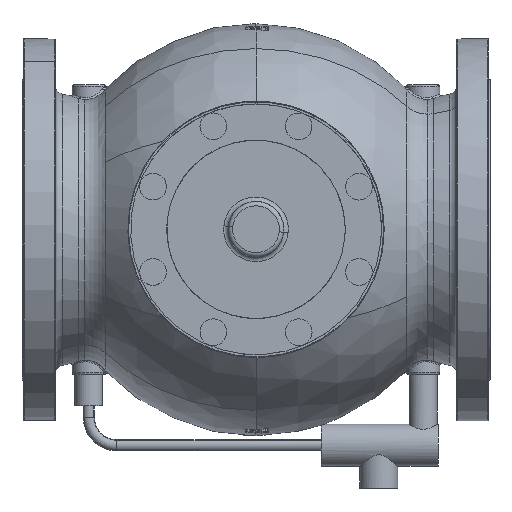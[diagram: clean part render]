
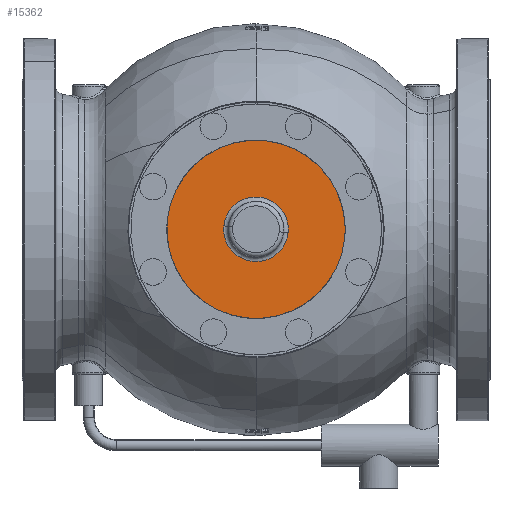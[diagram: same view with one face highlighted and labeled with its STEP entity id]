
A CAD part, top view. The second image highlights one B-rep face of the part: STEP entity #15362.
In plain terms, the highlighted planar face has unit normal (0, 0, 1).
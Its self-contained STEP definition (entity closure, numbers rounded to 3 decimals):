
#14601=CARTESIAN_POINT('Vertex',(79.54,-8.568,202.5)) ;
#14608=CARTESIAN_POINT('Vertex',(-79.54,8.568,202.5)) ;
#14612=CARTESIAN_POINT('Control Point',(-79.54,8.568,202.5)) ;
#14613=CARTESIAN_POINT('Control Point',(-78.194,21.062,202.5)) ;
#14614=CARTESIAN_POINT('Control Point',(-74.395,33.292,202.5)) ;
#14615=CARTESIAN_POINT('Control Point',(-68.21,44.614,202.5)) ;
#14616=CARTESIAN_POINT('Control Point',(-51.733,64.223,202.5)) ;
#14617=CARTESIAN_POINT('Control Point',(-29.065,76.146,202.5)) ;
#14618=CARTESIAN_POINT('Control Point',(-16.685,79.778,202.5)) ;
#14619=CARTESIAN_POINT('Control Point',(8.832,81.993,202.5)) ;
#14620=CARTESIAN_POINT('Control Point',(33.292,74.395,202.5)) ;
#14621=CARTESIAN_POINT('Control Point',(44.614,68.21,202.5)) ;
#14622=CARTESIAN_POINT('Control Point',(64.223,51.733,202.5)) ;
#14623=CARTESIAN_POINT('Control Point',(76.146,29.065,202.5)) ;
#14624=CARTESIAN_POINT('Control Point',(79.778,16.685,202.5)) ;
#14625=CARTESIAN_POINT('Control Point',(80.886,3.926,202.5)) ;
#14626=CARTESIAN_POINT('Control Point',(79.54,-8.568,202.5)) ;
#14635=CARTESIAN_POINT('Axis2P3D Location',(0.,0.,202.5)) ;
#15293=CARTESIAN_POINT('Axis2P3D Location',(-26.793,-11.098,202.5)) ;
#15303=CARTESIAN_POINT('Control Point',(28.833,-3.106,202.5)) ;
#15304=CARTESIAN_POINT('Control Point',(28.551,-5.729,202.5)) ;
#15305=CARTESIAN_POINT('Control Point',(27.97,-8.319,202.5)) ;
#15306=CARTESIAN_POINT('Control Point',(27.095,-10.833,202.5)) ;
#15307=CARTESIAN_POINT('Control Point',(24.791,-15.617,202.5)) ;
#15308=CARTESIAN_POINT('Control Point',(21.471,-19.761,202.5)) ;
#15309=CARTESIAN_POINT('Control Point',(19.581,-21.636,202.5)) ;
#15310=CARTESIAN_POINT('Control Point',(15.409,-24.921,202.5)) ;
#15311=CARTESIAN_POINT('Control Point',(10.606,-27.185,202.5)) ;
#15312=CARTESIAN_POINT('Control Point',(8.085,-28.039,202.5)) ;
#15313=CARTESIAN_POINT('Control Point',(2.894,-29.157,202.5)) ;
#15314=CARTESIAN_POINT('Control Point',(-2.415,-29.081,202.5)) ;
#15315=CARTESIAN_POINT('Control Point',(-5.055,-28.74,202.5)) ;
#15316=CARTESIAN_POINT('Control Point',(-10.21,-27.464,202.5)) ;
#15317=CARTESIAN_POINT('Control Point',(-14.946,-25.063,202.5)) ;
#15318=CARTESIAN_POINT('Control Point',(-17.168,-23.597,202.5)) ;
#15319=CARTESIAN_POINT('Control Point',(-21.237,-20.186,202.5)) ;
#15320=CARTESIAN_POINT('Control Point',(-24.437,-15.949,202.5)) ;
#15321=CARTESIAN_POINT('Control Point',(-25.789,-13.655,202.5)) ;
#15322=CARTESIAN_POINT('Control Point',(-27.846,-9.029,202.5)) ;
#15323=CARTESIAN_POINT('Control Point',(-28.862,-4.076,202.5)) ;
#15324=CARTESIAN_POINT('Control Point',(-29.1,-1.678,202.5)) ;
#15325=CARTESIAN_POINT('Control Point',(-29.089,0.727,202.5)) ;
#15326=CARTESIAN_POINT('Control Point',(-28.833,3.106,202.5)) ;
#15327=CARTESIAN_POINT('Vertex',(28.833,-3.106,202.5)) ;
#15329=CARTESIAN_POINT('Vertex',(-28.833,3.106,202.5)) ;
#15333=CARTESIAN_POINT('Control Point',(-28.833,3.106,202.5)) ;
#15334=CARTESIAN_POINT('Control Point',(-28.551,5.729,202.5)) ;
#15335=CARTESIAN_POINT('Control Point',(-27.97,8.319,202.5)) ;
#15336=CARTESIAN_POINT('Control Point',(-27.095,10.833,202.5)) ;
#15337=CARTESIAN_POINT('Control Point',(-24.791,15.617,202.5)) ;
#15338=CARTESIAN_POINT('Control Point',(-21.471,19.761,202.5)) ;
#15339=CARTESIAN_POINT('Control Point',(-19.581,21.636,202.5)) ;
#15340=CARTESIAN_POINT('Control Point',(-15.409,24.921,202.5)) ;
#15341=CARTESIAN_POINT('Control Point',(-10.606,27.185,202.5)) ;
#15342=CARTESIAN_POINT('Control Point',(-8.085,28.039,202.5)) ;
#15343=CARTESIAN_POINT('Control Point',(-2.894,29.157,202.5)) ;
#15344=CARTESIAN_POINT('Control Point',(2.415,29.081,202.5)) ;
#15345=CARTESIAN_POINT('Control Point',(5.055,28.74,202.5)) ;
#15346=CARTESIAN_POINT('Control Point',(10.21,27.464,202.5)) ;
#15347=CARTESIAN_POINT('Control Point',(14.946,25.063,202.5)) ;
#15348=CARTESIAN_POINT('Control Point',(17.168,23.597,202.5)) ;
#15349=CARTESIAN_POINT('Control Point',(21.237,20.186,202.5)) ;
#15350=CARTESIAN_POINT('Control Point',(24.437,15.949,202.5)) ;
#15351=CARTESIAN_POINT('Control Point',(25.789,13.655,202.5)) ;
#15352=CARTESIAN_POINT('Control Point',(27.846,9.029,202.5)) ;
#15353=CARTESIAN_POINT('Control Point',(28.862,4.076,202.5)) ;
#15354=CARTESIAN_POINT('Control Point',(29.1,1.678,202.5)) ;
#15355=CARTESIAN_POINT('Control Point',(29.089,-0.727,202.5)) ;
#15356=CARTESIAN_POINT('Control Point',(28.833,-3.106,202.5)) ;
#14636=DIRECTION('Axis2P3D Direction',(0.,0.,-1.)) ;
#15294=DIRECTION('Axis2P3D Direction',(0.,0.,-1.)) ;
#15295=DIRECTION('Axis2P3D XDirection',(0.924,0.383,0.)) ;
#14637=AXIS2_PLACEMENT_3D('Circle Axis2P3D',#14635,#14636,$) ;
#15296=AXIS2_PLACEMENT_3D('Plane Axis2P3D',#15293,#15294,#15295) ;
#14638=CIRCLE('generated circle',#14637,80.) ;
#15297=PLANE('',#15296) ;
#15361=FACE_BOUND('',#15358,.T.) ;
#14627=EDGE_CURVE('',#14609,#14602,#14611,.T.) ;
#14639=EDGE_CURVE('',#14602,#14609,#14638,.T.) ;
#15331=EDGE_CURVE('',#15328,#15330,#15302,.T.) ;
#15357=EDGE_CURVE('',#15330,#15328,#15332,.T.) ;
#15298=EDGE_LOOP('',(#15299,#15300)) ;
#15358=EDGE_LOOP('',(#15359,#15360)) ;
#15299=ORIENTED_EDGE('',*,*,#14627,.F.) ;
#15300=ORIENTED_EDGE('',*,*,#14639,.F.) ;
#15359=ORIENTED_EDGE('',*,*,#15331,.T.) ;
#15360=ORIENTED_EDGE('',*,*,#15357,.T.) ;
#14602=VERTEX_POINT('',#14601) ;
#14609=VERTEX_POINT('',#14608) ;
#15328=VERTEX_POINT('',#15327) ;
#15330=VERTEX_POINT('',#15329) ;
#15362=ADVANCED_FACE('Brep With Voids',(#15301,#15361),#15297,.F.) ;
#14611=B_SPLINE_CURVE_WITH_KNOTS('',5,(#14612,#14613,#14614,#14615,#14616,#14617,#14618,#14619,#14620,#14621,#14622,#14623,#14624,#14625,#14626),.UNSPECIFIED.,.F.,.U.,(6,3,3,3,6),(-125.664,-62.832,0.,62.832,125.664),.UNSPECIFIED.) ;
#15302=B_SPLINE_CURVE_WITH_KNOTS('',5,(#15303,#15304,#15305,#15306,#15307,#15308,#15309,#15310,#15311,#15312,#15313,#15314,#15315,#15316,#15317,#15318,#15319,#15320,#15321,#15322,#15323,#15324,#15325,#15326),.UNSPECIFIED.,.F.,.U.,(6,3,3,3,3,3,3,6),(0.,18.693,37.386,56.079,74.772,93.465,112.158,129.11),.UNSPECIFIED.) ;
#15332=B_SPLINE_CURVE_WITH_KNOTS('',5,(#15333,#15334,#15335,#15336,#15337,#15338,#15339,#15340,#15341,#15342,#15343,#15344,#15345,#15346,#15347,#15348,#15349,#15350,#15351,#15352,#15353,#15354,#15355,#15356),.UNSPECIFIED.,.F.,.U.,(6,3,3,3,3,3,3,6),(0.,18.693,37.386,56.079,74.772,93.465,112.158,129.11),.UNSPECIFIED.) ;
#15301=FACE_OUTER_BOUND('',#15298,.T.) ;
